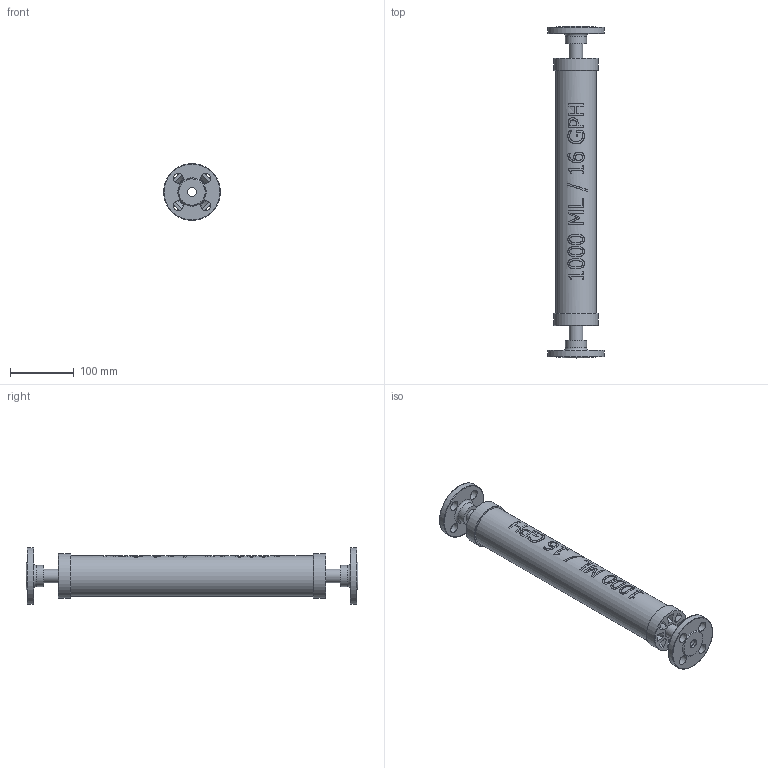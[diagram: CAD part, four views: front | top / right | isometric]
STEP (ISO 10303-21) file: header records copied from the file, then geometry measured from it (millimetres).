
FILE_DESCRIPTION((''),'2;1');
FILE_NAME('PV#2-1000-F_R0.iam.stp','2016-10-13T14:09:25',(''),(''),'Autodesk Inventor 2009','Autodesk Inventor 2009','');
FILE_SCHEMA(('AUTOMOTIVE_DESIGN { 1 0 10303 214 1 1 1 1 }'));
Length unit declared in the file: inch
Products named in the file (6): PV#2-1000-F_R0; PV-SW-1000_R2; PV-1000-TUBE_R0; SA-50FLG-PVC_R0; FLG-50PVC_R0; PIPE-50PVC_R0
Assembly tree (7 placements, depth 3):
  PV#2-1000-F_R0
    PV-SW-1000_R2  x2
    PV-1000-TUBE_R0
    SA-50FLG-PVC_R0  x2
      FLG-50PVC_R0
      PIPE-50PVC_R0
Bounding box: 88.9 x 520.7 x 88.9 mm (x, y, z)
Volume: 375541.3 mm3; surface area: 243853 mm2
Topology: 7 solids, 7 shells, 320 faces, 791 edges, 518 vertices
Faces by surface type: bspline 157, plane 102, cylinder 31, cone 30
Full cylindrical faces by diameter (mm): 15.875 x4, 18.258 x2, 59.944 x2, 60.452 x1, 63.5 x1, 64.008 x2, 69.85 x2
Entity records: 44488 total; most frequent: CARTESIAN_POINT 39285, ORIENTED_EDGE 1188, DIRECTION 714, EDGE_CURVE 594, VERTEX_POINT 407, EDGE_LOOP 313, AXIS2_PLACEMENT_3D 247, FACE_OUTER_BOUND 246
